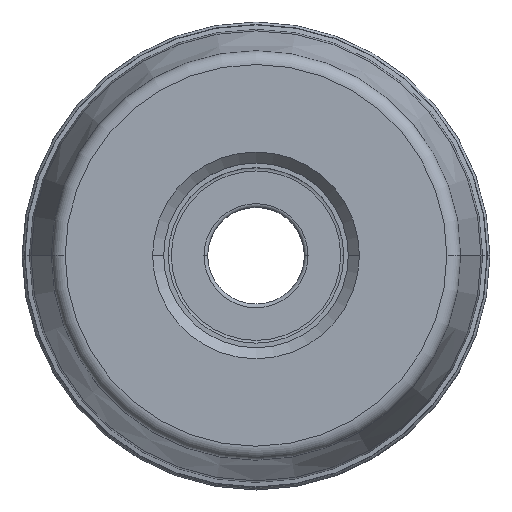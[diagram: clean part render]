
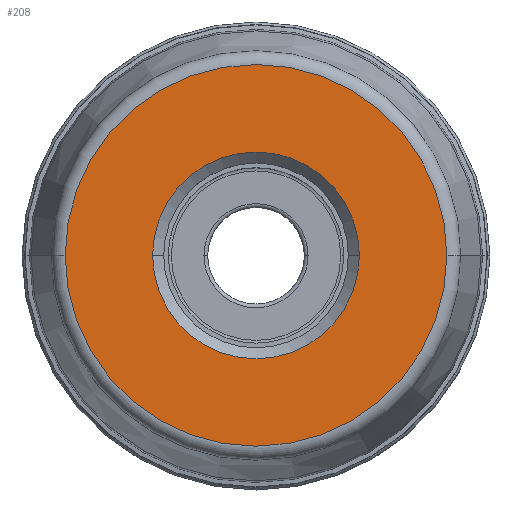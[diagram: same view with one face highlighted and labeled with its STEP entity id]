
A CAD part, top view. The second image highlights one B-rep face of the part: STEP entity #208.
In plain terms, the highlighted planar face has unit normal (0, 0, 1).
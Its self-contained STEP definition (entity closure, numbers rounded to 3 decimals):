
#28=PLANE('',#1913);
#34=FACE_BOUND('',#412,.T.);
#35=FACE_BOUND('',#413,.T.);
#208=ADVANCED_FACE('',(#34,#35),#28,.F.);
#412=EDGE_LOOP('',(#700,#701,#702,#703));
#413=EDGE_LOOP('',(#704,#705,#706,#707));
#700=ORIENTED_EDGE('',*,*,#1216,.F.);
#701=ORIENTED_EDGE('',*,*,#1214,.F.);
#702=ORIENTED_EDGE('',*,*,#1213,.T.);
#703=ORIENTED_EDGE('',*,*,#1217,.T.);
#704=ORIENTED_EDGE('',*,*,#1218,.T.);
#705=ORIENTED_EDGE('',*,*,#1219,.T.);
#706=ORIENTED_EDGE('',*,*,#1220,.T.);
#707=ORIENTED_EDGE('',*,*,#1221,.T.);
#1009=VERTEX_POINT('',#3971);
#1010=VERTEX_POINT('',#3973);
#1011=VERTEX_POINT('',#3975);
#1012=VERTEX_POINT('',#3979);
#1013=VERTEX_POINT('',#3983);
#1014=VERTEX_POINT('',#3984);
#1015=VERTEX_POINT('',#3986);
#1016=VERTEX_POINT('',#3988);
#1213=EDGE_CURVE('',#1010,#1009,#1476,.T.);
#1214=EDGE_CURVE('',#1010,#1011,#1477,.T.);
#1216=EDGE_CURVE('',#1011,#1012,#1479,.T.);
#1217=EDGE_CURVE('',#1009,#1012,#1480,.T.);
#1218=EDGE_CURVE('',#1013,#1014,#1481,.T.);
#1219=EDGE_CURVE('',#1014,#1015,#1482,.T.);
#1220=EDGE_CURVE('',#1015,#1016,#1483,.T.);
#1221=EDGE_CURVE('',#1016,#1013,#1484,.T.);
#1476=CIRCLE('',#1902,20.725);
#1477=CIRCLE('',#1903,20.725);
#1479=CIRCLE('',#1906,20.725);
#1480=CIRCLE('',#1907,20.725);
#1481=CIRCLE('',#1909,11.225);
#1482=CIRCLE('',#1910,11.225);
#1483=CIRCLE('',#1911,11.225);
#1484=CIRCLE('',#1912,11.225);
#1902=AXIS2_PLACEMENT_3D('',#3972,#2327,#2328);
#1903=AXIS2_PLACEMENT_3D('',#3974,#2329,#2330);
#1906=AXIS2_PLACEMENT_3D('',#3978,#2335,#2336);
#1907=AXIS2_PLACEMENT_3D('',#3980,#2337,#2338);
#1909=AXIS2_PLACEMENT_3D('',#3982,#2341,#2342);
#1910=AXIS2_PLACEMENT_3D('',#3985,#2343,#2344);
#1911=AXIS2_PLACEMENT_3D('',#3987,#2345,#2346);
#1912=AXIS2_PLACEMENT_3D('',#3989,#2347,#2348);
#1913=AXIS2_PLACEMENT_3D('',#3990,#2349,#2350);
#2327=DIRECTION('',(0.,0.,1.));
#2328=DIRECTION('',(1.,0.,0.));
#2329=DIRECTION('',(0.,0.,-1.));
#2330=DIRECTION('',(-1.,0.,0.));
#2335=DIRECTION('',(0.,0.,-1.));
#2336=DIRECTION('',(-1.,0.,0.));
#2337=DIRECTION('',(0.,0.,1.));
#2338=DIRECTION('',(1.,0.,0.));
#2341=DIRECTION('',(0.,0.,-1.));
#2342=DIRECTION('',(0.,-1.,0.));
#2343=DIRECTION('',(0.,0.,-1.));
#2344=DIRECTION('',(-1.,0.,0.));
#2345=DIRECTION('',(0.,0.,-1.));
#2346=DIRECTION('',(0.,1.,0.));
#2347=DIRECTION('',(0.,0.,-1.));
#2348=DIRECTION('',(1.,0.,0.));
#2349=DIRECTION('',(0.,0.,-1.));
#2350=DIRECTION('',(1.,0.,0.));
#3971=CARTESIAN_POINT('',(20.725,0.,0.));
#3972=CARTESIAN_POINT('',(0.,0.,0.));
#3973=CARTESIAN_POINT('',(20.725,-0.02,0.));
#3974=CARTESIAN_POINT('',(0.,0.,0.));
#3975=CARTESIAN_POINT('',(-20.725,0.,0.));
#3978=CARTESIAN_POINT('',(0.,0.,0.));
#3979=CARTESIAN_POINT('',(-20.725,0.02,0.));
#3980=CARTESIAN_POINT('',(0.,0.,0.));
#3982=CARTESIAN_POINT('',(0.,0.,0.));
#3983=CARTESIAN_POINT('',(0.,-11.225,0.));
#3984=CARTESIAN_POINT('',(-11.225,0.,0.));
#3985=CARTESIAN_POINT('',(0.,0.,0.));
#3986=CARTESIAN_POINT('',(0.,11.225,0.));
#3987=CARTESIAN_POINT('',(0.,0.,0.));
#3988=CARTESIAN_POINT('',(11.225,0.,0.));
#3989=CARTESIAN_POINT('',(0.,0.,0.));
#3990=CARTESIAN_POINT('',(0.,0.,0.));
